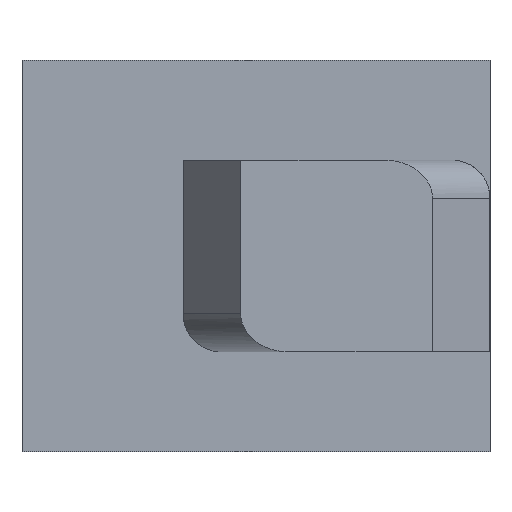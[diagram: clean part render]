
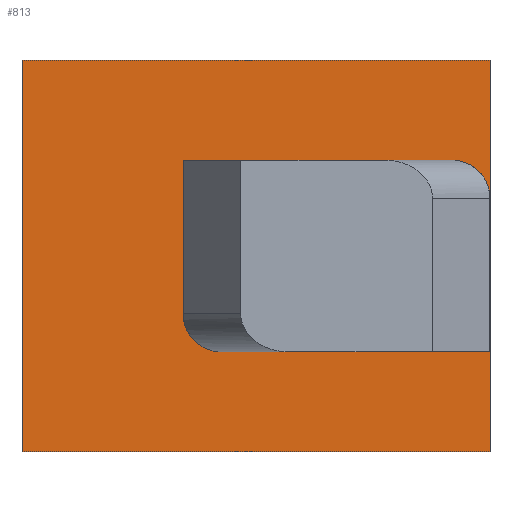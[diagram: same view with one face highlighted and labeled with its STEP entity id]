
A CAD part, front view. The second image highlights one B-rep face of the part: STEP entity #813.
In plain terms, the highlighted planar face has unit normal (0, -1, 0).
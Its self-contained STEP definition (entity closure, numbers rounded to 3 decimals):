
#8 = VERTEX_POINT ( 'NONE', #926 ) ;
#19 = EDGE_CURVE ( 'NONE', #1451, #183, #712, .T. ) ;
#24 = DIRECTION ( 'NONE',  ( 1., 0., 0. ) ) ;
#34 = VERTEX_POINT ( 'NONE', #899 ) ;
#87 = DIRECTION ( 'NONE',  ( 1., 0., 0. ) ) ;
#121 = VECTOR ( 'NONE', #1230, 1000. ) ;
#124 = ORIENTED_EDGE ( 'NONE', *, *, #711, .T. ) ;
#159 = LINE ( 'NONE', #453, #610 ) ;
#180 = CARTESIAN_POINT ( 'NONE',  ( -5.4, 10., 5. ) ) ;
#183 = VERTEX_POINT ( 'NONE', #1704 ) ;
#185 = CIRCLE ( 'NONE', #1733, 3.5 ) ;
#201 = CARTESIAN_POINT ( 'NONE',  ( 8., 10., 10.2 ) ) ;
#266 = AXIS2_PLACEMENT_3D ( 'NONE', #1056, #1217, #1963 ) ;
#338 = LINE ( 'NONE', #838, #1877 ) ;
#340 = VERTEX_POINT ( 'NONE', #180 ) ;
#360 = EDGE_CURVE ( 'NONE', #183, #701, #185, .T. ) ;
#387 = ORIENTED_EDGE ( 'NONE', *, *, #360, .T. ) ;
#389 = ORIENTED_EDGE ( 'NONE', *, *, #726, .F. ) ;
#390 = CARTESIAN_POINT ( 'NONE',  ( 5.2, 10., -5. ) ) ;
#399 = CARTESIAN_POINT ( 'NONE',  ( 0., 10., 0. ) ) ;
#405 = FACE_OUTER_BOUND ( 'NONE', #668, .T. ) ;
#406 = CARTESIAN_POINT ( 'NONE',  ( -1.9, 10., -1.5 ) ) ;
#453 = CARTESIAN_POINT ( 'NONE',  ( -5.4, 10., -5. ) ) ;
#462 = DIRECTION ( 'NONE',  ( 0., 0., 1. ) ) ;
#468 = ORIENTED_EDGE ( 'NONE', *, *, #2014, .T. ) ;
#472 = VECTOR ( 'NONE', #2086, 1000. ) ;
#478 = VECTOR ( 'NONE', #462, 1000. ) ;
#483 = EDGE_CURVE ( 'NONE', #340, #8, #484, .T. ) ;
#484 = LINE ( 'NONE', #2082, #866 ) ;
#537 = VERTEX_POINT ( 'NONE', #1079 ) ;
#547 = DIRECTION ( 'NONE',  ( 0., 0., 1. ) ) ;
#559 = DIRECTION ( 'NONE',  ( 1., 0., 0. ) ) ;
#610 = VECTOR ( 'NONE', #1129, 1000. ) ;
#632 = ORIENTED_EDGE ( 'NONE', *, *, #483, .T. ) ;
#635 = AXIS2_PLACEMENT_3D ( 'NONE', #399, #856, #547 ) ;
#668 = EDGE_LOOP ( 'NONE', ( #389, #910, #702, #2096 ) ) ;
#676 = VECTOR ( 'NONE', #24, 1000. ) ;
#701 = VERTEX_POINT ( 'NONE', #1299 ) ;
#702 = ORIENTED_EDGE ( 'NONE', *, *, #1810, .T. ) ;
#711 = EDGE_CURVE ( 'NONE', #701, #340, #159, .T. ) ;
#712 = LINE ( 'NONE', #1956, #1574 ) ;
#726 = EDGE_CURVE ( 'NONE', #537, #34, #1412, .T. ) ;
#813 = ADVANCED_FACE ( 'NONE', ( #405, #2144 ), #1006, .F. ) ;
#838 = CARTESIAN_POINT ( 'NONE',  ( -16.4, 10., -10.2 ) ) ;
#854 = EDGE_LOOP ( 'NONE', ( #387, #124, #632, #468, #1647, #1267 ) ) ;
#856 = DIRECTION ( 'NONE',  ( 0., 1., 0. ) ) ;
#866 = VECTOR ( 'NONE', #87, 1000. ) ;
#899 = CARTESIAN_POINT ( 'NONE',  ( -16.4, 10., 10.2 ) ) ;
#905 = DIRECTION ( 'NONE',  ( 0., 1., 0. ) ) ;
#910 = ORIENTED_EDGE ( 'NONE', *, *, #1337, .T. ) ;
#926 = CARTESIAN_POINT ( 'NONE',  ( 1.7, 10., 5. ) ) ;
#970 = CARTESIAN_POINT ( 'NONE',  ( -16.4, 10., -10.2 ) ) ;
#1006 = PLANE ( 'NONE',  #635 ) ;
#1008 = CARTESIAN_POINT ( 'NONE',  ( 5.2, 10., -5. ) ) ;
#1020 = CARTESIAN_POINT ( 'NONE',  ( -16.4, 10., 10.2 ) ) ;
#1055 = CIRCLE ( 'NONE', #266, 3.5 ) ;
#1056 = CARTESIAN_POINT ( 'NONE',  ( 1.7, 10., 1.5 ) ) ;
#1079 = CARTESIAN_POINT ( 'NONE',  ( -16.4, 10., -10.2 ) ) ;
#1129 = DIRECTION ( 'NONE',  ( 0., 0., 1. ) ) ;
#1204 = VERTEX_POINT ( 'NONE', #201 ) ;
#1217 = DIRECTION ( 'NONE',  ( 0., 1., 0. ) ) ;
#1230 = DIRECTION ( 'NONE',  ( 0., 0., 1. ) ) ;
#1267 = ORIENTED_EDGE ( 'NONE', *, *, #19, .T. ) ;
#1275 = DIRECTION ( 'NONE',  ( 0., 0., 1. ) ) ;
#1299 = CARTESIAN_POINT ( 'NONE',  ( -5.4, 10., -1.5 ) ) ;
#1323 = DIRECTION ( 'NONE',  ( -1., 0., 0. ) ) ;
#1337 = EDGE_CURVE ( 'NONE', #537, #1936, #338, .T. ) ;
#1368 = LINE ( 'NONE', #1008, #472 ) ;
#1385 = EDGE_CURVE ( 'NONE', #2062, #1451, #1368, .T. ) ;
#1392 = CARTESIAN_POINT ( 'NONE',  ( 8., 10., -10.2 ) ) ;
#1405 = LINE ( 'NONE', #1020, #676 ) ;
#1412 = LINE ( 'NONE', #970, #121 ) ;
#1451 = VERTEX_POINT ( 'NONE', #390 ) ;
#1506 = LINE ( 'NONE', #1392, #478 ) ;
#1574 = VECTOR ( 'NONE', #1323, 1000. ) ;
#1647 = ORIENTED_EDGE ( 'NONE', *, *, #1385, .T. ) ;
#1704 = CARTESIAN_POINT ( 'NONE',  ( -1.9, 10., -5. ) ) ;
#1733 = AXIS2_PLACEMENT_3D ( 'NONE', #406, #905, #1275 ) ;
#1777 = CARTESIAN_POINT ( 'NONE',  ( 8., 10., -10.2 ) ) ;
#1810 = EDGE_CURVE ( 'NONE', #1936, #1204, #1506, .T. ) ;
#1877 = VECTOR ( 'NONE', #559, 1000. ) ;
#1936 = VERTEX_POINT ( 'NONE', #1777 ) ;
#1956 = CARTESIAN_POINT ( 'NONE',  ( -5.4, 10., -5. ) ) ;
#1963 = DIRECTION ( 'NONE',  ( 0., 0., 1. ) ) ;
#1969 = CARTESIAN_POINT ( 'NONE',  ( 5.2, 10., 1.5 ) ) ;
#2014 = EDGE_CURVE ( 'NONE', #8, #2062, #1055, .T. ) ;
#2053 = EDGE_CURVE ( 'NONE', #34, #1204, #1405, .T. ) ;
#2062 = VERTEX_POINT ( 'NONE', #1969 ) ;
#2082 = CARTESIAN_POINT ( 'NONE',  ( -5.4, 10., 5. ) ) ;
#2086 = DIRECTION ( 'NONE',  ( 0., 0., -1. ) ) ;
#2096 = ORIENTED_EDGE ( 'NONE', *, *, #2053, .F. ) ;
#2144 = FACE_BOUND ( 'NONE', #854, .T. ) ;
